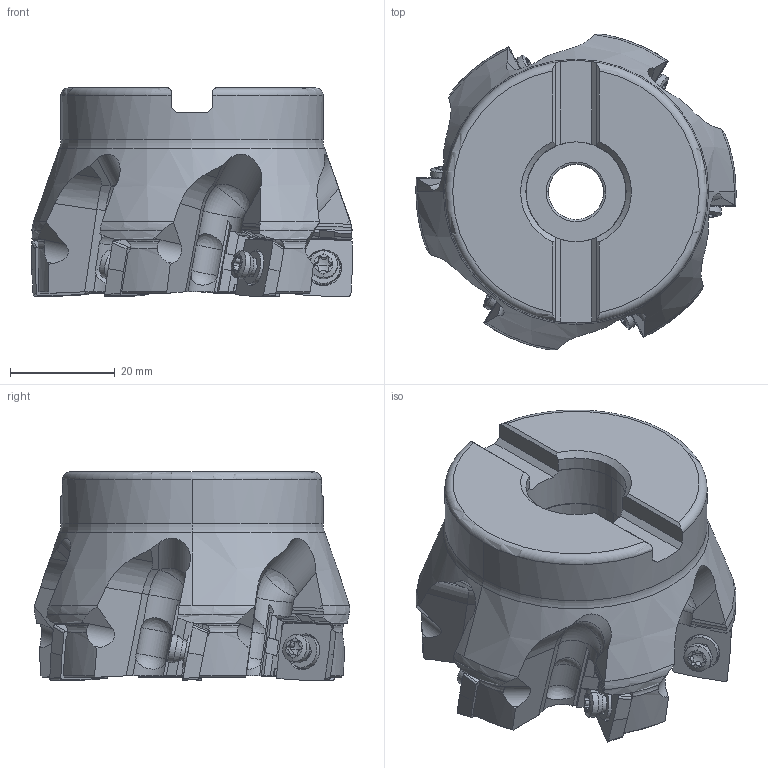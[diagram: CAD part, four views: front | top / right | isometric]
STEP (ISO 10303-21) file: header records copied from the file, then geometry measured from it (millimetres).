
FILE_DESCRIPTION(/* description */ (''),/* implementation_level */ '2;1');
FILE_NAME(/* name */ 'ASX400R2506.stp',/* time_stamp */ '2021-09-08T11:41:36+09:00',/* author */ (''),/* organization */ (''),/* preprocessor_version */ 'ST-DEVELOPER v16',/* originating_system */ 'SIEMENS PLM Software NX 10.0',/* authorisation */ '');
FILE_SCHEMA (('AUTOMOTIVE_DESIGN { 1 0 10303 214 3 1 1 1 }'));
Length unit declared in the file: millimetre
Products named in the file (1): ASX400R2506_ASM
Bounding box: 61.17 x 60.17 x 39.72 mm (x, y, z)
Volume: 65769.1 mm3; surface area: 19538 mm2
Topology: 19 solids, 19 shells, 929 faces, 2672 edges, 1819 vertices
Faces by surface type: plane 375, cylinder 320, cone 120, torus 48, sphere 30, extrusion 24, bspline 12
Entity records: 37502 total; most frequent: CARTESIAN_POINT 13062, ORIENTED_EDGE 5212, DIRECTION 4736, EDGE_CURVE 2606, AXIS2_PLACEMENT_3D 1801, VERTEX_POINT 1752, VECTOR 1134, LINE 1110
